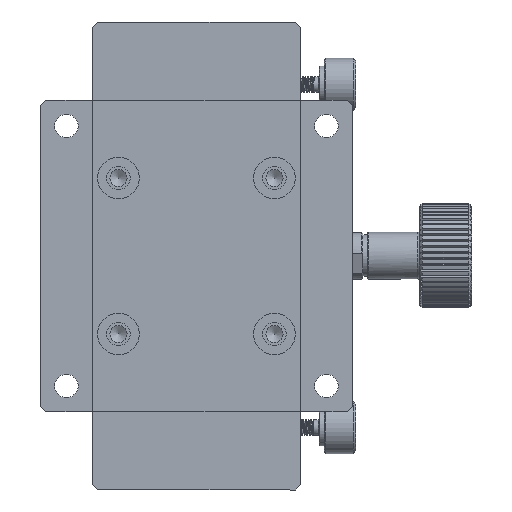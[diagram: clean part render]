
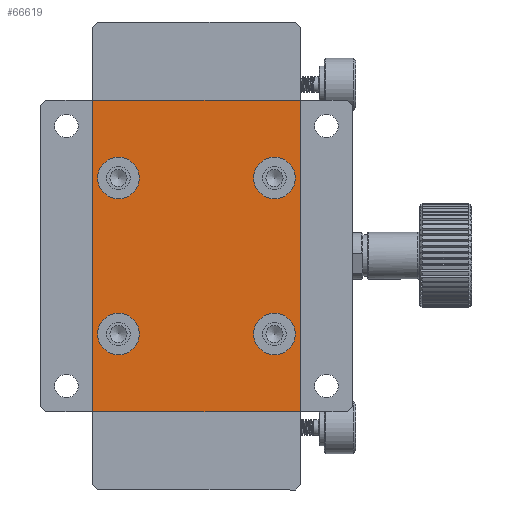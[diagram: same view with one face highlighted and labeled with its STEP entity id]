
A CAD part, front view. The second image highlights one B-rep face of the part: STEP entity #66619.
In plain terms, the highlighted planar face has unit normal (0, -1, 0).
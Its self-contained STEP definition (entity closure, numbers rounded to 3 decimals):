
#318 = CARTESIAN_POINT ( 'NONE',  ( 10., 0.5, 0. ) ) ;
#418 = ORIENTED_EDGE ( 'NONE', *, *, #102039, .T. ) ;
#839 = AXIS2_PLACEMENT_3D ( 'NONE', #15385, #77119, #101753 ) ;
#1901 = CARTESIAN_POINT ( 'NONE',  ( 45., 0.5, 11. ) ) ;
#2782 = DIRECTION ( 'NONE',  ( 1., 0., 0. ) ) ;
#4295 = ORIENTED_EDGE ( 'NONE', *, *, #5877, .T. ) ;
#4314 = FACE_BOUND ( 'NONE', #40085, .T. ) ;
#4520 = AXIS2_PLACEMENT_3D ( 'NONE', #68601, #24030, #58910 ) ;
#5877 = EDGE_CURVE ( 'NONE', #72657, #88028, #11935, .T. ) ;
#6110 = CARTESIAN_POINT ( 'NONE',  ( 10., 0.5, 60. ) ) ;
#6525 = ORIENTED_EDGE ( 'NONE', *, *, #75784, .T. ) ;
#9330 = ORIENTED_EDGE ( 'NONE', *, *, #27200, .T. ) ;
#10892 = ORIENTED_EDGE ( 'NONE', *, *, #22263, .T. ) ;
#11008 = CARTESIAN_POINT ( 'NONE',  ( 45., 0.5, 45. ) ) ;
#11935 = LINE ( 'NONE', #55922, #62029 ) ;
#12473 = DIRECTION ( 'NONE',  ( -1., 0., 0. ) ) ;
#14179 = VERTEX_POINT ( 'NONE', #6110 ) ;
#15385 = CARTESIAN_POINT ( 'NONE',  ( 45., 0.5, 15. ) ) ;
#17673 = CIRCLE ( 'NONE', #74227, 4. ) ;
#18383 = VECTOR ( 'NONE', #12473, 1000. ) ;
#19811 = DIRECTION ( 'NONE',  ( 0., 0., 1. ) ) ;
#20474 = CARTESIAN_POINT ( 'NONE',  ( 0., 0.5, 60. ) ) ;
#20913 = CIRCLE ( 'NONE', #839, 4. ) ;
#22023 = DIRECTION ( 'NONE',  ( 0., -1., 0. ) ) ;
#22263 = EDGE_CURVE ( 'NONE', #55323, #55323, #17673, .T. ) ;
#22545 = ORIENTED_EDGE ( 'NONE', *, *, #109333, .T. ) ;
#23552 = EDGE_CURVE ( 'NONE', #46757, #46757, #65087, .T. ) ;
#24030 = DIRECTION ( 'NONE',  ( 0., 1., 0. ) ) ;
#24272 = DIRECTION ( 'NONE',  ( 0., 0., -1. ) ) ;
#25594 = ORIENTED_EDGE ( 'NONE', *, *, #23552, .T. ) ;
#27200 = EDGE_CURVE ( 'NONE', #92257, #14179, #37626, .T. ) ;
#28191 = VERTEX_POINT ( 'NONE', #46473 ) ;
#28314 = DIRECTION ( 'NONE',  ( 0., 1., 0. ) ) ;
#30604 = FACE_BOUND ( 'NONE', #80588, .T. ) ;
#37527 = CARTESIAN_POINT ( 'NONE',  ( 50., 0.5, 0. ) ) ;
#37626 = LINE ( 'NONE', #20474, #18383 ) ;
#39166 = FACE_BOUND ( 'NONE', #107535, .T. ) ;
#40085 = EDGE_LOOP ( 'NONE', ( #70884 ) ) ;
#42767 = CIRCLE ( 'NONE', #4520, 4. ) ;
#46473 = CARTESIAN_POINT ( 'NONE',  ( 15., 0.5, 41. ) ) ;
#46757 = VERTEX_POINT ( 'NONE', #81642 ) ;
#47759 = FACE_OUTER_BOUND ( 'NONE', #98189, .T. ) ;
#47761 = CARTESIAN_POINT ( 'NONE',  ( 50., 0.5, 60. ) ) ;
#49012 = CARTESIAN_POINT ( 'NONE',  ( 15., 0.5, 11. ) ) ;
#55323 = VERTEX_POINT ( 'NONE', #49012 ) ;
#55922 = CARTESIAN_POINT ( 'NONE',  ( 0., 0.5, 0. ) ) ;
#58910 = DIRECTION ( 'NONE',  ( 0., 0., -1. ) ) ;
#59056 = VECTOR ( 'NONE', #19811, 1000. ) ;
#62029 = VECTOR ( 'NONE', #2782, 1000. ) ;
#63188 = CARTESIAN_POINT ( 'NONE',  ( 15., 0.5, 15. ) ) ;
#65087 = CIRCLE ( 'NONE', #70628, 4. ) ;
#65482 = PLANE ( 'NONE',  #77475 ) ;
#66619 = ADVANCED_FACE ( 'NONE', ( #47759, #4314, #39166, #74053, #30604 ), #65482, .T. ) ;
#68601 = CARTESIAN_POINT ( 'NONE',  ( 15., 0.5, 45. ) ) ;
#70628 = AXIS2_PLACEMENT_3D ( 'NONE', #11008, #107056, #106489 ) ;
#70884 = ORIENTED_EDGE ( 'NONE', *, *, #76628, .T. ) ;
#71084 = VERTEX_POINT ( 'NONE', #1901 ) ;
#72657 = VERTEX_POINT ( 'NONE', #318 ) ;
#74053 = FACE_BOUND ( 'NONE', #91863, .T. ) ;
#74227 = AXIS2_PLACEMENT_3D ( 'NONE', #63188, #28314, #98111 ) ;
#75784 = EDGE_CURVE ( 'NONE', #71084, #71084, #20913, .T. ) ;
#76628 = EDGE_CURVE ( 'NONE', #28191, #28191, #42767, .T. ) ;
#77119 = DIRECTION ( 'NONE',  ( 0., 1., 0. ) ) ;
#77475 = AXIS2_PLACEMENT_3D ( 'NONE', #100399, #22023, #24272 ) ;
#80588 = EDGE_LOOP ( 'NONE', ( #10892 ) ) ;
#81171 = CARTESIAN_POINT ( 'NONE',  ( 10., 0.5, 0. ) ) ;
#81642 = CARTESIAN_POINT ( 'NONE',  ( 45., 0.5, 41. ) ) ;
#88028 = VERTEX_POINT ( 'NONE', #93438 ) ;
#88468 = LINE ( 'NONE', #37527, #59056 ) ;
#89764 = LINE ( 'NONE', #81171, #95900 ) ;
#91863 = EDGE_LOOP ( 'NONE', ( #6525 ) ) ;
#92257 = VERTEX_POINT ( 'NONE', #47761 ) ;
#93438 = CARTESIAN_POINT ( 'NONE',  ( 50., 0.5, 0. ) ) ;
#95900 = VECTOR ( 'NONE', #109731, 1000. ) ;
#98111 = DIRECTION ( 'NONE',  ( 0., 0., -1. ) ) ;
#98189 = EDGE_LOOP ( 'NONE', ( #4295, #418, #9330, #22545 ) ) ;
#100399 = CARTESIAN_POINT ( 'NONE',  ( 0., 0.5, 0. ) ) ;
#101753 = DIRECTION ( 'NONE',  ( 0., 0., -1. ) ) ;
#102039 = EDGE_CURVE ( 'NONE', #88028, #92257, #88468, .T. ) ;
#106489 = DIRECTION ( 'NONE',  ( 0., 0., -1. ) ) ;
#107056 = DIRECTION ( 'NONE',  ( 0., 1., 0. ) ) ;
#107535 = EDGE_LOOP ( 'NONE', ( #25594 ) ) ;
#109333 = EDGE_CURVE ( 'NONE', #14179, #72657, #89764, .T. ) ;
#109731 = DIRECTION ( 'NONE',  ( 0., 0., -1. ) ) ;
